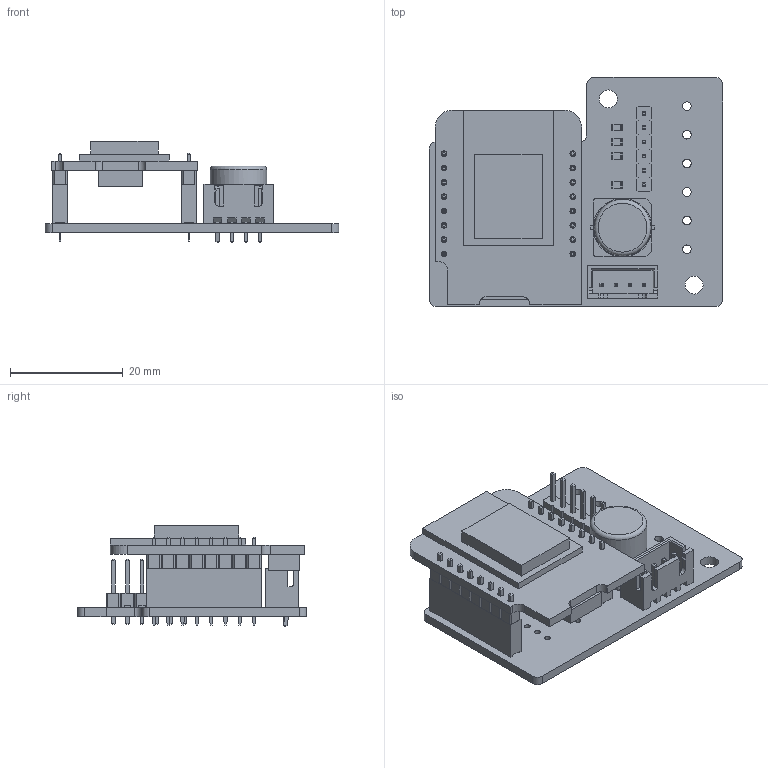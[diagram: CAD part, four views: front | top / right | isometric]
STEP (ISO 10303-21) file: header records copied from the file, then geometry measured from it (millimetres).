
FILE_DESCRIPTION(('KiCad electronic assembly'),'2;1');
FILE_NAME('WLED_Controller.step','2021-11-05T13:11:59',('An Author'),( 'A Company'),'Open CASCADE STEP processor 6.9', 'KiCad to STEP converter','Unknown');
FILE_SCHEMA(('AUTOMOTIVE_DESIGN { 1 0 10303 214 1 1 1 1 }'));
Length unit declared in the file: millimetre
Products named in the file (16): Open CASCADE STEP translator 6.9 1; JST_XH_B4B-XH-A_1x04_P2.50mm_Vertical; SOLID; WEMOS_D1_mini_light; PinHeader_1x08_P2.54mm_Vertical; PinSocket_1x08_P2.54mm_Vertical; R_0805_2012Metric; PinHeader_1x06_P2.54mm_Vertical; C_Elec_10x10.2; COMPOUND
Assembly tree (20 placements, depth 3):
  Open CASCADE STEP translator 6.9 1
    JST_XH_B4B-XH-A_1x04_P2.50mm_Vertical
      SOLID
    WEMOS_D1_mini_light
      SOLID
    PinHeader_1x08_P2.54mm_Vertical  x2
      SOLID
    PinSocket_1x08_P2.54mm_Vertical  x2
      SOLID
    R_0805_2012Metric  x4
      SOLID
    PinHeader_1x06_P2.54mm_Vertical
      SOLID
    C_Elec_10x10.2
      COMPOUND
    COMPOUND
Bounding box: 52.07 x 40.64 x 18 mm (x, y, z)
Volume: 7301.3 mm3; surface area: 9883.4 mm2
Topology: 14 solids, 14 shells, 1455 faces, 3679 edges, 2354 vertices
Faces by surface type: plane 1328, cylinder 122, torus 2, bspline 2, revolution 1
Full cylindrical faces by diameter (mm): 0.02 x1, 0.95 x4, 1 x52, 1.52 x6, 3.2 x2, 10 x2
Entity records: 64758 total; most frequent: CARTESIAN_POINT 10474, DIRECTION 8970, LINE 6616, VECTOR 6616, ORIENTED_EDGE 4682, PCURVE 4682, DEFINITIONAL_REPRESENTATION 4682, EDGE_CURVE 2341
